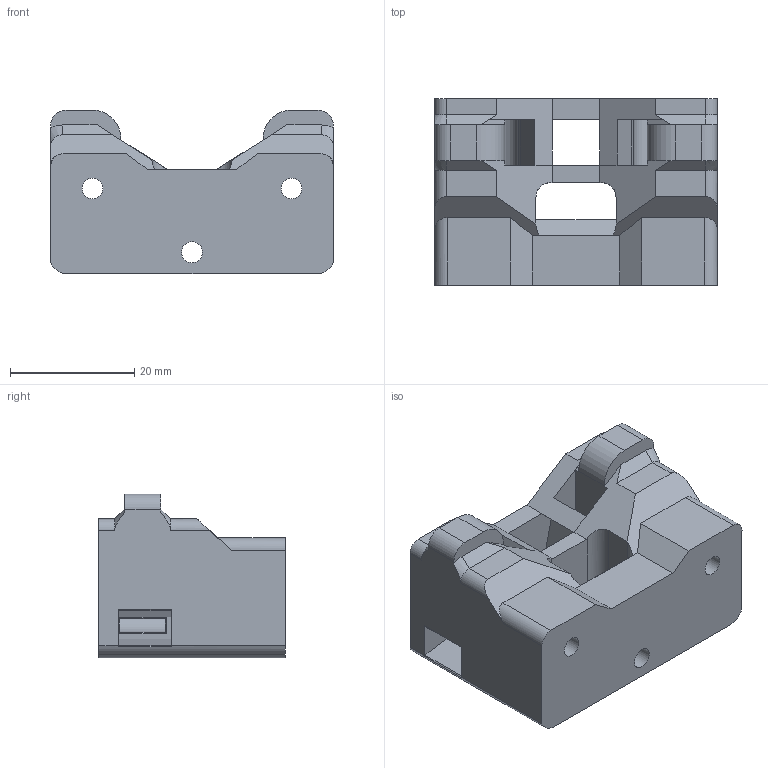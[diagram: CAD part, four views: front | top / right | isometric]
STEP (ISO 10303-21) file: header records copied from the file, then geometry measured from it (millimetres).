
FILE_DESCRIPTION(/* description */ ('STEP AP242'),/* implementation_level */ '2;1');
FILE_NAME(/* name */ 'TZV6 probeless Beltclamp.step',/* time_stamp */ '2025-07-08T14:01:35+10:00',/* author */ (''),/* organization */ (''),/* preprocessor_version */ 'ST-DEVELOPER v20.1',/* originating_system */ 'Autodesk Translation Framework v14.10.0.0',/* authorisation */ '');
FILE_SCHEMA (('AUTOMOTIVE_DESIGN { 1 0 10303 214 3 1 1 }'));
Length unit declared in the file: millimetre
Products named in the file (2): Core; (Unsaved)
Assembly tree (1 placements, depth 2):
  Core
    (Unsaved)
Bounding box: 45.62 x 30.1 x 26.42 mm (x, y, z)
Volume: 21439.8 mm3; surface area: 8207 mm2
Topology: 1 solids, 1 shells, 120 faces, 356 edges, 230 vertices
Faces by surface type: plane 87, cylinder 27, cone 6
Full cylindrical faces by diameter (mm): 3.3 x2, 3.4 x1
Entity records: 4259 total; most frequent: CARTESIAN_POINT 917, ORIENTED_EDGE 712, DIRECTION 662, EDGE_CURVE 356, LINE 284, VECTOR 284, VERTEX_POINT 230, AXIS2_PLACEMENT_3D 189
